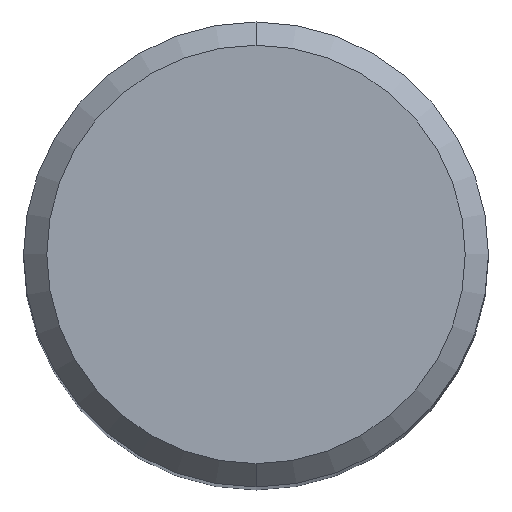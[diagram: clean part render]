
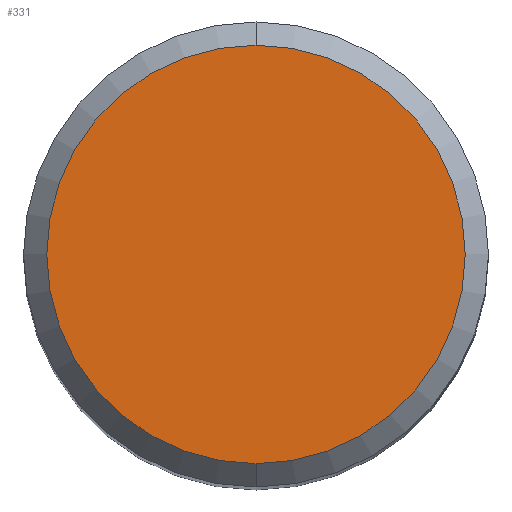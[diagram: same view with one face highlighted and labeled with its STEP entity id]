
A CAD part, top view. The second image highlights one B-rep face of the part: STEP entity #331.
In plain terms, the highlighted planar face has unit normal (0, 0, 1).
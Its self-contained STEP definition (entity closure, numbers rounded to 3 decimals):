
#227=VERTEX_POINT('',#524);
#271=VERTEX_POINT('',#571);
#331=ADVANCED_FACE('',(#637),#638,.T.);
#339=EDGE_CURVE('',#271,#227,#647,.T.);
#359=EDGE_CURVE('',#227,#271,#670,.T.);
#524=CARTESIAN_POINT('',(0.,-4.5,0.0));
#571=CARTESIAN_POINT('',(0.0,4.5,0.0));
#637=FACE_OUTER_BOUND('',#1118,.T.);
#638=PLANE('',#1119);
#647=CIRCLE('',#1132,4.5);
#670=CIRCLE('',#1213,4.5);
#1118=EDGE_LOOP('',(#1597,#1598));
#1119=AXIS2_PLACEMENT_3D('',#1599,#1600,#1601);
#1132=AXIS2_PLACEMENT_3D('',#1622,#1623,#1624);
#1213=AXIS2_PLACEMENT_3D('',#1657,#1658,#1659);
#1597=ORIENTED_EDGE('',*,*,#339,.F.);
#1598=ORIENTED_EDGE('',*,*,#359,.F.);
#1599=CARTESIAN_POINT('',(0.0,2.25,0.0));
#1600=DIRECTION('',(-0.0,0.0,1.0));
#1601=DIRECTION('',(0.0,-1.0,0.0));
#1622=CARTESIAN_POINT('',(0.0,0.0,0.0));
#1623=DIRECTION('',(0.0,0.0,-1.0));
#1624=DIRECTION('',(0.0,1.0,0.0));
#1657=CARTESIAN_POINT('',(0.0,0.0,0.0));
#1658=DIRECTION('',(0.0,0.0,-1.0));
#1659=DIRECTION('',(0.0,1.0,0.0));
